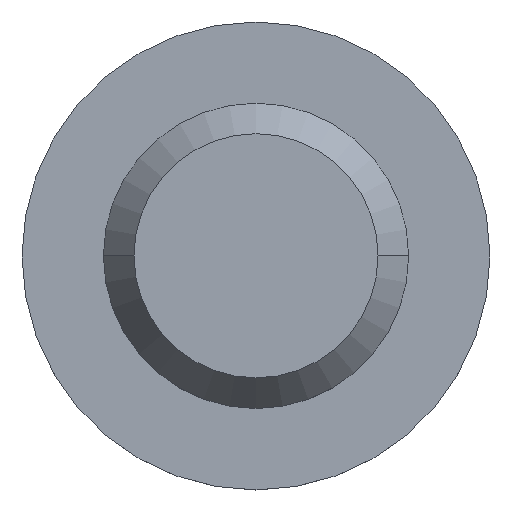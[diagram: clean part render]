
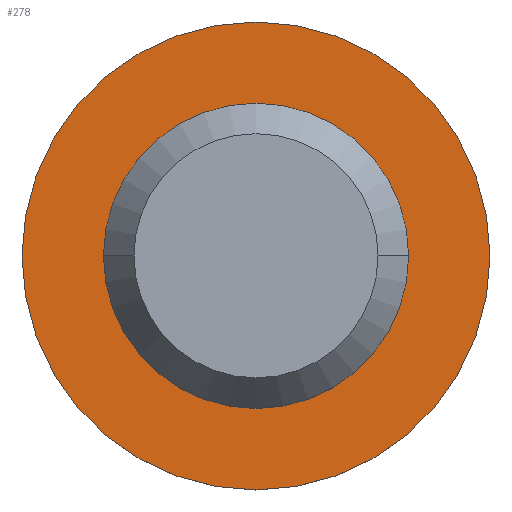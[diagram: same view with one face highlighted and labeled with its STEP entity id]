
A CAD part, top view. The second image highlights one B-rep face of the part: STEP entity #278.
In plain terms, the highlighted planar face has unit normal (0, 0, 1).
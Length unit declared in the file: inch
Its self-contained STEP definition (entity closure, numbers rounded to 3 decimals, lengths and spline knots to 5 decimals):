
#25 = EDGE_CURVE ( 'NONE', #389, #215, #342, .T. ) ;
#53 = DIRECTION ( 'NONE',  ( 1., 0., 0. ) ) ;
#58 = EDGE_CURVE ( 'NONE', #172, #150, #404, .T. ) ;
#64 = DIRECTION ( 'NONE',  ( 1., 0., 0. ) ) ;
#70 = AXIS2_PLACEMENT_3D ( 'NONE', #366, #243, #53 ) ;
#77 = AXIS2_PLACEMENT_3D ( 'NONE', #132, #101, #265 ) ;
#98 = PLANE ( 'NONE',  #146 ) ;
#101 = DIRECTION ( 'NONE',  ( 0., 0., 1. ) ) ;
#114 = AXIS2_PLACEMENT_3D ( 'NONE', #284, #256, #400 ) ;
#130 = CARTESIAN_POINT ( 'NONE',  ( 0., 0., 0.03937 ) ) ;
#132 = CARTESIAN_POINT ( 'NONE',  ( 0., 0., 0.03937 ) ) ;
#140 = AXIS2_PLACEMENT_3D ( 'NONE', #196, #377, #64 ) ;
#142 = FACE_BOUND ( 'NONE', #283, .T. ) ;
#146 = AXIS2_PLACEMENT_3D ( 'NONE', #130, #407, #409 ) ;
#150 = VERTEX_POINT ( 'NONE', #218 ) ;
#165 = CIRCLE ( 'NONE', #140, 0.29528 ) ;
#172 = VERTEX_POINT ( 'NONE', #189 ) ;
#187 = EDGE_CURVE ( 'NONE', #150, #172, #386, .T. ) ;
#189 = CARTESIAN_POINT ( 'NONE',  ( -0.45276, 0., 0.03937 ) ) ;
#196 = CARTESIAN_POINT ( 'NONE',  ( 0., 0., 0.03937 ) ) ;
#203 = ORIENTED_EDGE ( 'NONE', *, *, #58, .T. ) ;
#215 = VERTEX_POINT ( 'NONE', #375 ) ;
#218 = CARTESIAN_POINT ( 'NONE',  ( 0.45276, 0., 0.03937 ) ) ;
#227 = EDGE_LOOP ( 'NONE', ( #306, #203 ) ) ;
#243 = DIRECTION ( 'NONE',  ( 0., 0., -1. ) ) ;
#256 = DIRECTION ( 'NONE',  ( 0., 0., 1. ) ) ;
#265 = DIRECTION ( 'NONE',  ( 1., 0., 0. ) ) ;
#267 = CARTESIAN_POINT ( 'NONE',  ( 0.29528, 0., 0.03937 ) ) ;
#278 = ADVANCED_FACE ( 'NONE', ( #142, #358 ), #98, .T. ) ;
#283 = EDGE_LOOP ( 'NONE', ( #368, #382 ) ) ;
#284 = CARTESIAN_POINT ( 'NONE',  ( 0., 0., 0.03937 ) ) ;
#290 = EDGE_CURVE ( 'NONE', #215, #389, #165, .T. ) ;
#306 = ORIENTED_EDGE ( 'NONE', *, *, #187, .T. ) ;
#342 = CIRCLE ( 'NONE', #70, 0.29528 ) ;
#358 = FACE_OUTER_BOUND ( 'NONE', #227, .T. ) ;
#366 = CARTESIAN_POINT ( 'NONE',  ( 0., 0., 0.03937 ) ) ;
#368 = ORIENTED_EDGE ( 'NONE', *, *, #25, .T. ) ;
#375 = CARTESIAN_POINT ( 'NONE',  ( -0.29528, 0., 0.03937 ) ) ;
#377 = DIRECTION ( 'NONE',  ( 0., 0., -1. ) ) ;
#382 = ORIENTED_EDGE ( 'NONE', *, *, #290, .T. ) ;
#386 = CIRCLE ( 'NONE', #77, 0.45276 ) ;
#389 = VERTEX_POINT ( 'NONE', #267 ) ;
#400 = DIRECTION ( 'NONE',  ( 1., 0., 0. ) ) ;
#404 = CIRCLE ( 'NONE', #114, 0.45276 ) ;
#407 = DIRECTION ( 'NONE',  ( 0., 0., 1. ) ) ;
#409 = DIRECTION ( 'NONE',  ( 1., 0., 0. ) ) ;
